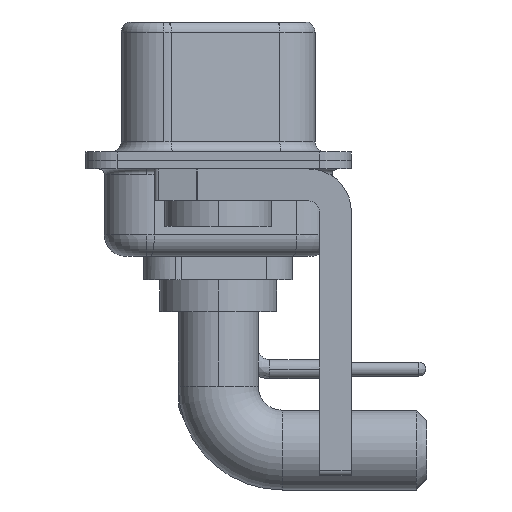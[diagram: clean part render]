
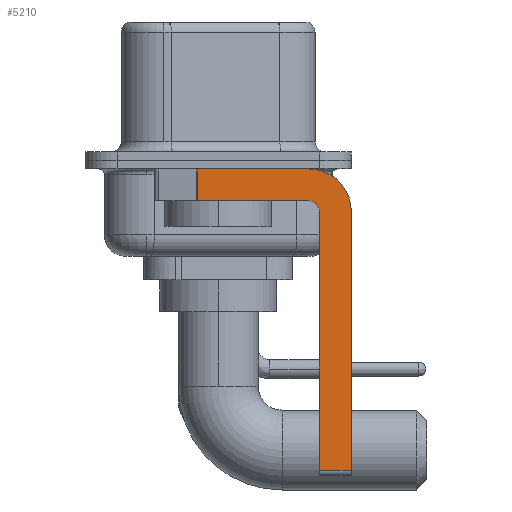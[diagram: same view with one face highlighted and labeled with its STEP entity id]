
A CAD part, left-side view. The second image highlights one B-rep face of the part: STEP entity #5210.
In plain terms, the highlighted planar face has unit normal (-1, 0, 0).
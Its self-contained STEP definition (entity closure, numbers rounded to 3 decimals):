
#66 = LINE ( 'NONE', #8827, #16587 ) ;
#142 = DIRECTION ( 'NONE',  ( 0., 0., -1. ) ) ;
#533 = CARTESIAN_POINT ( 'NONE',  ( -2.9, 0.978, -1.9 ) ) ;
#654 = ORIENTED_EDGE ( 'NONE', *, *, #16444, .T. ) ;
#1291 = CARTESIAN_POINT ( 'NONE',  ( -2.9, -4.25, -2.4 ) ) ;
#1638 = VERTEX_POINT ( 'NONE', #28764 ) ;
#1818 = LINE ( 'NONE', #11725, #18191 ) ;
#2362 = VERTEX_POINT ( 'NONE', #23157 ) ;
#2817 = CARTESIAN_POINT ( 'NONE',  ( -2.9, -4.25, -14.55 ) ) ;
#3185 = ORIENTED_EDGE ( 'NONE', *, *, #12262, .F. ) ;
#3364 = DIRECTION ( 'NONE',  ( -1., 0., 0. ) ) ;
#3475 = CARTESIAN_POINT ( 'NONE',  ( -2.9, -6.25, -14.55 ) ) ;
#4576 = DIRECTION ( 'NONE',  ( 0., -1., 0. ) ) ;
#4751 = EDGE_CURVE ( 'NONE', #8819, #24847, #66, .T. ) ;
#4805 = DIRECTION ( 'NONE',  ( 0., -1., 0. ) ) ;
#4934 = VECTOR ( 'NONE', #12451, 1000. ) ;
#5076 = FACE_OUTER_BOUND ( 'NONE', #14696, .T. ) ;
#5210 = ADVANCED_FACE ( 'NONE', ( #5076 ), #15615, .F. ) ;
#5871 = LINE ( 'NONE', #25898, #4934 ) ;
#6294 = VECTOR ( 'NONE', #11072, 1000. ) ;
#6372 = EDGE_CURVE ( 'NONE', #24265, #26113, #5871, .T. ) ;
#6972 = ORIENTED_EDGE ( 'NONE', *, *, #14982, .F. ) ;
#8819 = VERTEX_POINT ( 'NONE', #11492 ) ;
#8827 = CARTESIAN_POINT ( 'NONE',  ( -2.9, -6.25, -2.4 ) ) ;
#8896 = DIRECTION ( 'NONE',  ( 1., 0., 0. ) ) ;
#8971 = DIRECTION ( 'NONE',  ( 0., 0., -1. ) ) ;
#9205 = LINE ( 'NONE', #27439, #15612 ) ;
#9378 = CARTESIAN_POINT ( 'NONE',  ( -2.9, 0.978, -0.4 ) ) ;
#9954 = AXIS2_PLACEMENT_3D ( 'NONE', #11851, #3364, #12273 ) ;
#10050 = DIRECTION ( 'NONE',  ( 0., 0., -1. ) ) ;
#10661 = EDGE_CURVE ( 'NONE', #26861, #1638, #25811, .T. ) ;
#11072 = DIRECTION ( 'NONE',  ( 0., 0., 1. ) ) ;
#11492 = CARTESIAN_POINT ( 'NONE',  ( -2.9, -6.25, -2.4 ) ) ;
#11725 = CARTESIAN_POINT ( 'NONE',  ( -2.9, -4.25, -1.9 ) ) ;
#11851 = CARTESIAN_POINT ( 'NONE',  ( -2.9, -4.25, -2.4 ) ) ;
#12262 = EDGE_CURVE ( 'NONE', #24265, #24899, #9205, .T. ) ;
#12273 = DIRECTION ( 'NONE',  ( 0., 0., 1. ) ) ;
#12451 = DIRECTION ( 'NONE',  ( 0., 0., -1. ) ) ;
#13540 = CARTESIAN_POINT ( 'NONE',  ( -2.9, -4.75, -14.8 ) ) ;
#14696 = EDGE_LOOP ( 'NONE', ( #3185, #28695, #6972, #26097, #26998, #654, #22763, #21590 ) ) ;
#14982 = EDGE_CURVE ( 'NONE', #1638, #26113, #1818, .T. ) ;
#15444 = VECTOR ( 'NONE', #4576, 1000. ) ;
#15612 = VECTOR ( 'NONE', #4805, 1000. ) ;
#15615 = PLANE ( 'NONE',  #17026 ) ;
#15820 = DIRECTION ( 'NONE',  ( 0., 1., 0. ) ) ;
#16444 = EDGE_CURVE ( 'NONE', #2362, #24847, #18166, .T. ) ;
#16587 = VECTOR ( 'NONE', #8971, 1000. ) ;
#16772 = CIRCLE ( 'NONE', #20515, 2. ) ;
#17026 = AXIS2_PLACEMENT_3D ( 'NONE', #24534, #8896, #142 ) ;
#17061 = CARTESIAN_POINT ( 'NONE',  ( -2.9, -4.25, -0.4 ) ) ;
#18041 = CARTESIAN_POINT ( 'NONE',  ( -2.9, -4.75, -2.4 ) ) ;
#18166 = LINE ( 'NONE', #2817, #15444 ) ;
#18191 = VECTOR ( 'NONE', #15820, 1000. ) ;
#20515 = AXIS2_PLACEMENT_3D ( 'NONE', #1291, #21298, #10050 ) ;
#21298 = DIRECTION ( 'NONE',  ( 1., 0., 0. ) ) ;
#21590 = ORIENTED_EDGE ( 'NONE', *, *, #28009, .F. ) ;
#21889 = EDGE_CURVE ( 'NONE', #2362, #26861, #22176, .T. ) ;
#22176 = LINE ( 'NONE', #13540, #6294 ) ;
#22763 = ORIENTED_EDGE ( 'NONE', *, *, #4751, .F. ) ;
#23157 = CARTESIAN_POINT ( 'NONE',  ( -2.9, -4.75, -14.55 ) ) ;
#24265 = VERTEX_POINT ( 'NONE', #9378 ) ;
#24534 = CARTESIAN_POINT ( 'NONE',  ( -2.9, -4.25, -2.4 ) ) ;
#24847 = VERTEX_POINT ( 'NONE', #3475 ) ;
#24899 = VERTEX_POINT ( 'NONE', #17061 ) ;
#25811 = CIRCLE ( 'NONE', #9954, 0.5 ) ;
#25898 = CARTESIAN_POINT ( 'NONE',  ( -2.9, 0.978, -1.9 ) ) ;
#26097 = ORIENTED_EDGE ( 'NONE', *, *, #10661, .F. ) ;
#26113 = VERTEX_POINT ( 'NONE', #533 ) ;
#26861 = VERTEX_POINT ( 'NONE', #18041 ) ;
#26998 = ORIENTED_EDGE ( 'NONE', *, *, #21889, .F. ) ;
#27439 = CARTESIAN_POINT ( 'NONE',  ( -2.9, 3., -0.4 ) ) ;
#28009 = EDGE_CURVE ( 'NONE', #24899, #8819, #16772, .T. ) ;
#28695 = ORIENTED_EDGE ( 'NONE', *, *, #6372, .T. ) ;
#28764 = CARTESIAN_POINT ( 'NONE',  ( -2.9, -4.25, -1.9 ) ) ;
